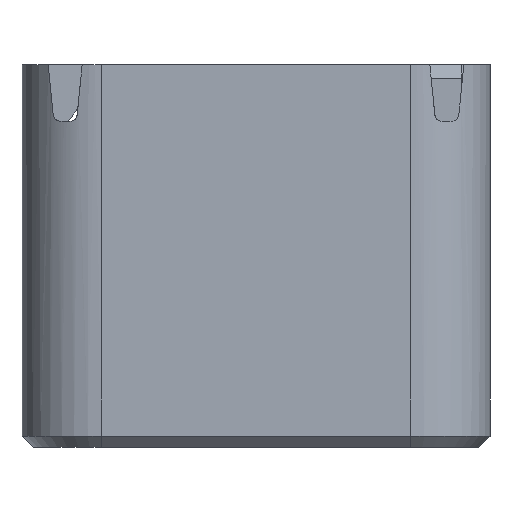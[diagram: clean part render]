
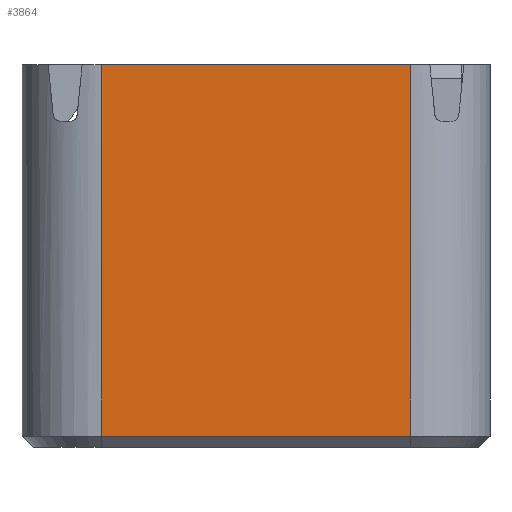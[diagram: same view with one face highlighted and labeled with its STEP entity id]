
A CAD part, left-side view. The second image highlights one B-rep face of the part: STEP entity #3864.
In plain terms, the highlighted planar face has unit normal (-1, 0, 0).
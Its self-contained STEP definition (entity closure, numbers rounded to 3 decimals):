
#184 = CYLINDRICAL_SURFACE('',#185,7.);
#185 = AXIS2_PLACEMENT_3D('',#186,#187,#188);
#186 = CARTESIAN_POINT('',(7.,34.2,0.));
#187 = DIRECTION('',(0.,0.,-1.));
#188 = DIRECTION('',(-1.,0.,0.));
#212 = PLANE('',#213);
#213 = AXIS2_PLACEMENT_3D('',#214,#215,#216);
#214 = CARTESIAN_POINT('',(35.75,20.551,33.7));
#215 = DIRECTION('',(-0.,-0.,-1.));
#216 = DIRECTION('',(-1.,0.,0.));
#1212 = VERTEX_POINT('',#1213);
#1213 = CARTESIAN_POINT('',(0.,7.,33.7));
#1228 = CYLINDRICAL_SURFACE('',#1229,7.);
#1229 = AXIS2_PLACEMENT_3D('',#1230,#1231,#1232);
#1230 = CARTESIAN_POINT('',(7.,7.,0.));
#1231 = DIRECTION('',(0.,0.,-1.));
#1232 = DIRECTION('',(-1.,0.,0.));
#1240 = EDGE_CURVE('',#1241,#1212,#1243,.T.);
#1241 = VERTEX_POINT('',#1242);
#1242 = CARTESIAN_POINT('',(0.,34.2,33.7));
#1243 = SURFACE_CURVE('',#1244,(#1248,#1255),.PCURVE_S1.);
#1244 = LINE('',#1245,#1246);
#1245 = CARTESIAN_POINT('',(0.,41.2,33.7));
#1246 = VECTOR('',#1247,1.);
#1247 = DIRECTION('',(0.,-1.,0.));
#1248 = PCURVE('',#212,#1249);
#1249 = DEFINITIONAL_REPRESENTATION('',(#1250),#1254);
#1250 = LINE('',#1251,#1252);
#1251 = CARTESIAN_POINT('',(35.75,20.649));
#1252 = VECTOR('',#1253,1.);
#1253 = DIRECTION('',(0.,-1.));
#1254 = ( GEOMETRIC_REPRESENTATION_CONTEXT(2) 
PARAMETRIC_REPRESENTATION_CONTEXT() REPRESENTATION_CONTEXT('2D SPACE',''
  ) );
#1255 = PCURVE('',#1256,#1261);
#1256 = PLANE('',#1257);
#1257 = AXIS2_PLACEMENT_3D('',#1258,#1259,#1260);
#1258 = CARTESIAN_POINT('',(0.,7.,0.));
#1259 = DIRECTION('',(-1.,0.,0.));
#1260 = DIRECTION('',(0.,1.,0.));
#1261 = DEFINITIONAL_REPRESENTATION('',(#1262),#1266);
#1262 = LINE('',#1263,#1264);
#1263 = CARTESIAN_POINT('',(34.2,-33.7));
#1264 = VECTOR('',#1265,1.);
#1265 = DIRECTION('',(-1.,0.));
#1266 = ( GEOMETRIC_REPRESENTATION_CONTEXT(2) 
PARAMETRIC_REPRESENTATION_CONTEXT() REPRESENTATION_CONTEXT('2D SPACE',''
  ) );
#1585 = VERTEX_POINT('',#1586);
#1586 = CARTESIAN_POINT('',(0.,34.2,1.));
#1613 = EDGE_CURVE('',#1585,#1241,#1614,.T.);
#1614 = SURFACE_CURVE('',#1615,(#1619,#1626),.PCURVE_S1.);
#1615 = LINE('',#1616,#1617);
#1616 = CARTESIAN_POINT('',(0.,34.2,0.));
#1617 = VECTOR('',#1618,1.);
#1618 = DIRECTION('',(0.,0.,1.));
#1619 = PCURVE('',#184,#1620);
#1620 = DEFINITIONAL_REPRESENTATION('',(#1621),#1625);
#1621 = LINE('',#1622,#1623);
#1622 = CARTESIAN_POINT('',(0.,0.));
#1623 = VECTOR('',#1624,1.);
#1624 = DIRECTION('',(0.,-1.));
#1625 = ( GEOMETRIC_REPRESENTATION_CONTEXT(2) 
PARAMETRIC_REPRESENTATION_CONTEXT() REPRESENTATION_CONTEXT('2D SPACE',''
  ) );
#1626 = PCURVE('',#1256,#1627);
#1627 = DEFINITIONAL_REPRESENTATION('',(#1628),#1632);
#1628 = LINE('',#1629,#1630);
#1629 = CARTESIAN_POINT('',(27.2,0.));
#1630 = VECTOR('',#1631,1.);
#1631 = DIRECTION('',(0.,-1.));
#1632 = ( GEOMETRIC_REPRESENTATION_CONTEXT(2) 
PARAMETRIC_REPRESENTATION_CONTEXT() REPRESENTATION_CONTEXT('2D SPACE',''
  ) );
#2167 = PLANE('',#2168);
#2168 = AXIS2_PLACEMENT_3D('',#2169,#2170,#2171);
#2169 = CARTESIAN_POINT('',(0.5,7.,0.5));
#2170 = DIRECTION('',(-0.707,0.,-0.707));
#2171 = DIRECTION('',(0.,1.,0.));
#3864 = ADVANCED_FACE('',(#3865),#1256,.T.);
#3865 = FACE_BOUND('',#3866,.T.);
#3866 = EDGE_LOOP('',(#3867,#3890,#3891,#3892));
#3867 = ORIENTED_EDGE('',*,*,#3868,.T.);
#3868 = EDGE_CURVE('',#3869,#1212,#3871,.T.);
#3869 = VERTEX_POINT('',#3870);
#3870 = CARTESIAN_POINT('',(0.,7.,1.));
#3871 = SURFACE_CURVE('',#3872,(#3876,#3883),.PCURVE_S1.);
#3872 = LINE('',#3873,#3874);
#3873 = CARTESIAN_POINT('',(0.,7.,0.));
#3874 = VECTOR('',#3875,1.);
#3875 = DIRECTION('',(0.,0.,1.));
#3876 = PCURVE('',#1256,#3877);
#3877 = DEFINITIONAL_REPRESENTATION('',(#3878),#3882);
#3878 = LINE('',#3879,#3880);
#3879 = CARTESIAN_POINT('',(0.,0.));
#3880 = VECTOR('',#3881,1.);
#3881 = DIRECTION('',(0.,-1.));
#3882 = ( GEOMETRIC_REPRESENTATION_CONTEXT(2) 
PARAMETRIC_REPRESENTATION_CONTEXT() REPRESENTATION_CONTEXT('2D SPACE',''
  ) );
#3883 = PCURVE('',#1228,#3884);
#3884 = DEFINITIONAL_REPRESENTATION('',(#3885),#3889);
#3885 = LINE('',#3886,#3887);
#3886 = CARTESIAN_POINT('',(6.283,0.));
#3887 = VECTOR('',#3888,1.);
#3888 = DIRECTION('',(0.,-1.));
#3889 = ( GEOMETRIC_REPRESENTATION_CONTEXT(2) 
PARAMETRIC_REPRESENTATION_CONTEXT() REPRESENTATION_CONTEXT('2D SPACE',''
  ) );
#3890 = ORIENTED_EDGE('',*,*,#1240,.F.);
#3891 = ORIENTED_EDGE('',*,*,#1613,.F.);
#3892 = ORIENTED_EDGE('',*,*,#3893,.F.);
#3893 = EDGE_CURVE('',#3869,#1585,#3894,.T.);
#3894 = SURFACE_CURVE('',#3895,(#3899,#3906),.PCURVE_S1.);
#3895 = LINE('',#3896,#3897);
#3896 = CARTESIAN_POINT('',(0.,7.,1.));
#3897 = VECTOR('',#3898,1.);
#3898 = DIRECTION('',(0.,1.,0.));
#3899 = PCURVE('',#1256,#3900);
#3900 = DEFINITIONAL_REPRESENTATION('',(#3901),#3905);
#3901 = LINE('',#3902,#3903);
#3902 = CARTESIAN_POINT('',(0.,-1.));
#3903 = VECTOR('',#3904,1.);
#3904 = DIRECTION('',(1.,0.));
#3905 = ( GEOMETRIC_REPRESENTATION_CONTEXT(2) 
PARAMETRIC_REPRESENTATION_CONTEXT() REPRESENTATION_CONTEXT('2D SPACE',''
  ) );
#3906 = PCURVE('',#2167,#3907);
#3907 = DEFINITIONAL_REPRESENTATION('',(#3908),#3912);
#3908 = LINE('',#3909,#3910);
#3909 = CARTESIAN_POINT('',(0.,-0.707));
#3910 = VECTOR('',#3911,1.);
#3911 = DIRECTION('',(1.,0.));
#3912 = ( GEOMETRIC_REPRESENTATION_CONTEXT(2) 
PARAMETRIC_REPRESENTATION_CONTEXT() REPRESENTATION_CONTEXT('2D SPACE',''
  ) );
